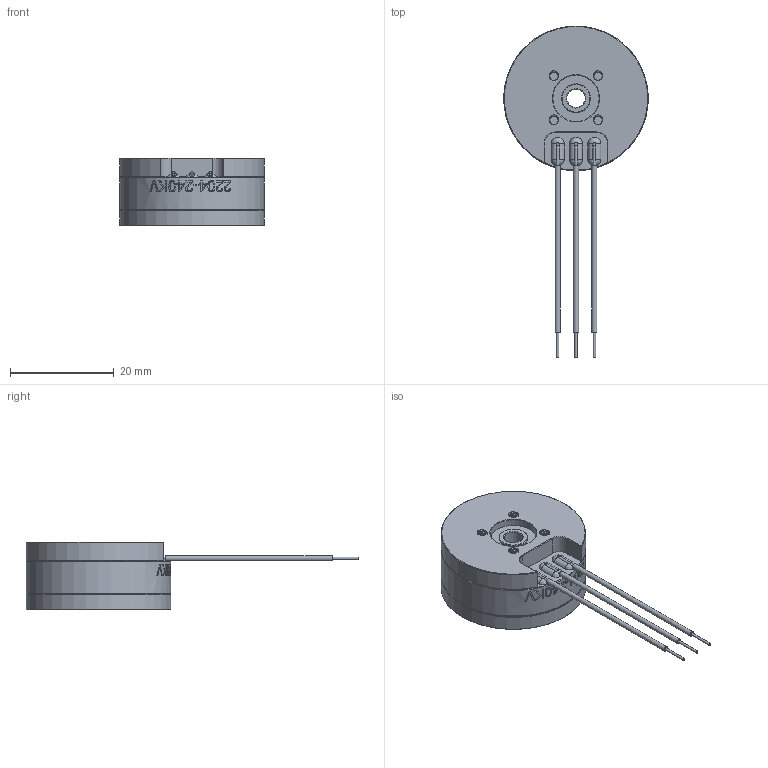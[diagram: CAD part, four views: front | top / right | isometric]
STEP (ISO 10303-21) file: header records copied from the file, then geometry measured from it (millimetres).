
FILE_DESCRIPTION(/* description */ (''),/* implementation_level */ '2;1');
FILE_NAME(/* name */ 'ML2204B 2204-260kv.step',/* time_stamp */ '2022-10-16T17:44:41-05:00',/* author */ (''),/* organization */ (''),/* preprocessor_version */ 'ST-DEVELOPER v19',/* originating_system */ 'Autodesk Translation Framework v11.7.0.108',/* authorisation */ '');
FILE_SCHEMA (('AUTOMOTIVE_DESIGN { 1 0 10303 214 3 1 1 }'));
Length unit declared in the file: millimetre
Products named in the file (1): ML2204B 2204-260kv
Bounding box: 27.85 x 63.92 x 13 mm (x, y, z)
Volume: 7340 mm3; surface area: 5778.3 mm2
Topology: 10 solids, 10 shells, 440 faces, 1162 edges, 767 vertices
Faces by surface type: cylinder 195, bspline 134, plane 94, cone 17
Full cylindrical faces by diameter (mm): 0.5 x6, 1 x3, 1.623 x32, 2.074 x16, 3.55 x1, 5 x3, 5.55 x1, 8.9 x2, 27.85 x2
Entity records: 25242 total; most frequent: CARTESIAN_POINT 15572, ORIENTED_EDGE 2324, DIRECTION 1399, EDGE_CURVE 1162, VERTEX_POINT 767, B_SPLINE_CURVE_WITH_KNOTS 554, EDGE_LOOP 489, AXIS2_PLACEMENT_3D 488
